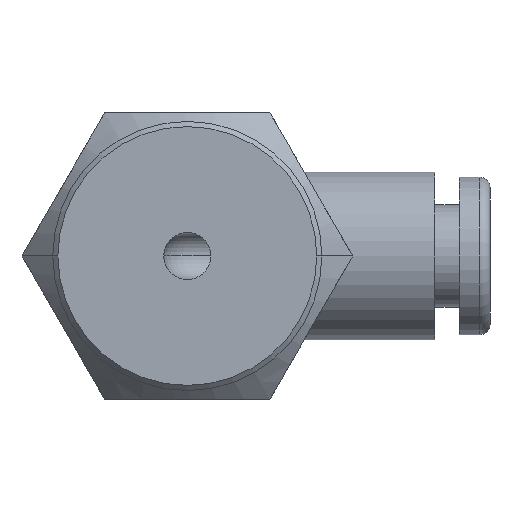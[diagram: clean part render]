
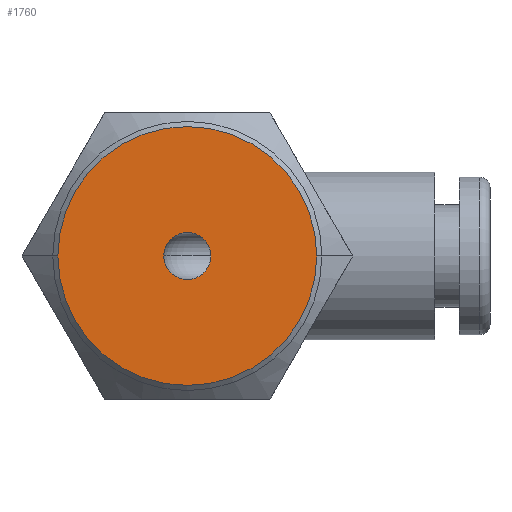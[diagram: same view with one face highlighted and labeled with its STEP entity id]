
A CAD part, front view. The second image highlights one B-rep face of the part: STEP entity #1760.
In plain terms, the highlighted planar face has unit normal (0, -1, 0).
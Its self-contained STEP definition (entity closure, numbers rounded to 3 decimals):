
#126 = CARTESIAN_POINT ( 'NONE',  ( -6.328, -19.2, 0. ) ) ;
#291 = CIRCLE ( 'NONE', #721, 6.329 ) ;
#298 = CIRCLE ( 'NONE', #693, 1.15 ) ;
#548 = AXIS2_PLACEMENT_3D ( 'NONE', #966, #1675, #972 ) ;
#678 = AXIS2_PLACEMENT_3D ( 'NONE', #1474, #1472, #1471 ) ;
#693 = AXIS2_PLACEMENT_3D ( 'NONE', #1007, #1006, #1001 ) ;
#721 = AXIS2_PLACEMENT_3D ( 'NONE', #1494, #1733, #1729 ) ;
#755 = AXIS2_PLACEMENT_3D ( 'NONE', #1275, #1274, #1272 ) ;
#793 = ORIENTED_EDGE ( 'NONE', *, *, #1942, .T. ) ;
#953 = PLANE ( 'NONE',  #548 ) ;
#966 = CARTESIAN_POINT ( 'NONE',  ( -6.578, -19.2, 0. ) ) ;
#972 = DIRECTION ( 'NONE',  ( 1., 0., 0. ) ) ;
#996 = VERTEX_POINT ( 'NONE', #2098 ) ;
#1001 = DIRECTION ( 'NONE',  ( 0., 0., 1. ) ) ;
#1006 = DIRECTION ( 'NONE',  ( 0., 1., 0. ) ) ;
#1007 = CARTESIAN_POINT ( 'NONE',  ( 0., -19.2, 0. ) ) ;
#1062 = VERTEX_POINT ( 'NONE', #126 ) ;
#1098 = FACE_OUTER_BOUND ( 'NONE', #2032, .T. ) ;
#1272 = DIRECTION ( 'NONE',  ( 0., 0., 1. ) ) ;
#1274 = DIRECTION ( 'NONE',  ( 0., 1., 0. ) ) ;
#1275 = CARTESIAN_POINT ( 'NONE',  ( 0., -19.2, 0. ) ) ;
#1296 = CARTESIAN_POINT ( 'NONE',  ( 0., -19.2, -1.15 ) ) ;
#1439 = ORIENTED_EDGE ( 'NONE', *, *, #2033, .T. ) ;
#1471 = DIRECTION ( 'NONE',  ( 1., 0., 0. ) ) ;
#1472 = DIRECTION ( 'NONE',  ( 0., -1., 0. ) ) ;
#1474 = CARTESIAN_POINT ( 'NONE',  ( 0., -19.2, 0. ) ) ;
#1494 = CARTESIAN_POINT ( 'NONE',  ( 0., -19.2, 0. ) ) ;
#1503 = FACE_BOUND ( 'NONE', #1552, .T. ) ;
#1530 = ORIENTED_EDGE ( 'NONE', *, *, #2048, .T. ) ;
#1535 = CIRCLE ( 'NONE', #755, 1.15 ) ;
#1552 = EDGE_LOOP ( 'NONE', ( #793, #1907 ) ) ;
#1578 = CIRCLE ( 'NONE', #678, 6.329 ) ;
#1675 = DIRECTION ( 'NONE',  ( 0., -1., 0. ) ) ;
#1729 = DIRECTION ( 'NONE',  ( 1., 0., 0. ) ) ;
#1733 = DIRECTION ( 'NONE',  ( 0., -1., 0. ) ) ;
#1741 = CARTESIAN_POINT ( 'NONE',  ( 0., -19.2, 1.15 ) ) ;
#1760 = ADVANCED_FACE ( 'NONE', ( #1503, #1098 ), #953, .T. ) ;
#1907 = ORIENTED_EDGE ( 'NONE', *, *, #1999, .T. ) ;
#1942 = EDGE_CURVE ( 'NONE', #1996, #2126, #298, .T. ) ;
#1996 = VERTEX_POINT ( 'NONE', #1296 ) ;
#1999 = EDGE_CURVE ( 'NONE', #2126, #1996, #1535, .T. ) ;
#2032 = EDGE_LOOP ( 'NONE', ( #1439, #1530 ) ) ;
#2033 = EDGE_CURVE ( 'NONE', #1062, #996, #291, .T. ) ;
#2048 = EDGE_CURVE ( 'NONE', #996, #1062, #1578, .T. ) ;
#2098 = CARTESIAN_POINT ( 'NONE',  ( 6.329, -19.2, 0. ) ) ;
#2126 = VERTEX_POINT ( 'NONE', #1741 ) ;
